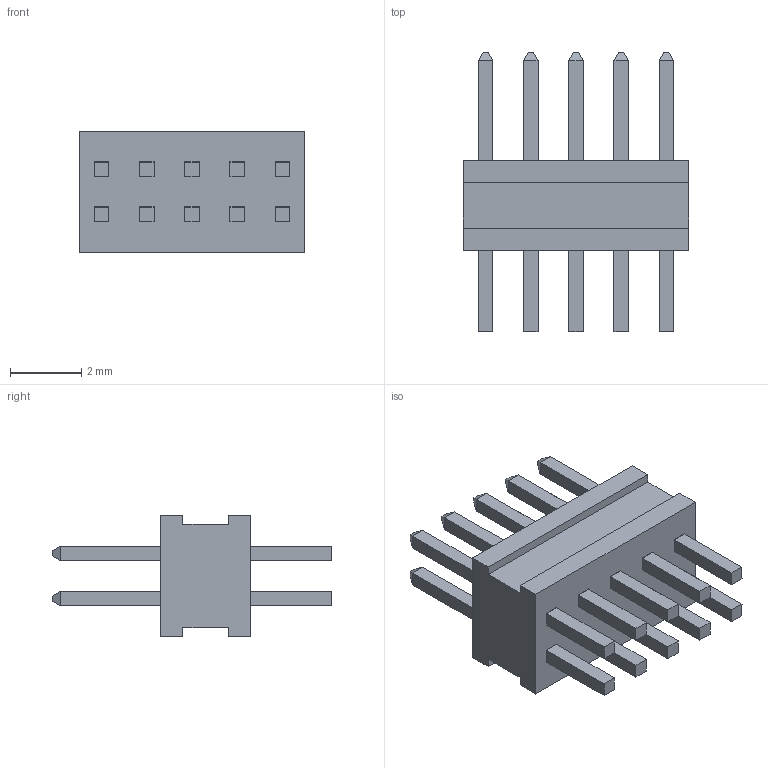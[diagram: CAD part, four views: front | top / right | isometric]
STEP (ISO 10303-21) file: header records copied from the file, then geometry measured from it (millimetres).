
FILE_DESCRIPTION( ( 'STEP AP203' ), '1' );
FILE_NAME( 'FTSH-105-01-F-D.stp', '2020-09-22T01:50:43', ( 'License CC BY-ND 4.0' ), ( 'CADENAS' ), ' ', 'PARTsolutions', ' ' );
FILE_SCHEMA( ( 'CONFIG_CONTROL_DESIGN' ) );
Length unit declared in the file: inch
Products named in the file (4): FTSH-105-01-F-D; _FTSH-105-01-F-D_body; _FTSH-105-01-F-D_pins1; _FTSH-105-01-F-D_pins2
Assembly tree (3 placements, depth 2):
  FTSH-105-01-F-D
    _FTSH-105-01-F-D_body
    _FTSH-105-01-F-D_pins1
    _FTSH-105-01-F-D_pins2
Bounding box: 6.35 x 7.85 x 3.43 mm (x, y, z)
Volume: 60.5 mm3; surface area: 264.9 mm2
Topology: 3 solids, 3 shells, 196 faces, 530 edges, 340 vertices
Faces by surface type: plane 196
Entity records: 6151 total; most frequent: CARTESIAN_POINT 1070, ORIENTED_EDGE 1060, DIRECTION 930, EDGE_CURVE 530, LINE 530, VECTOR 530, VERTEX_POINT 340, EDGE_LOOP 216
